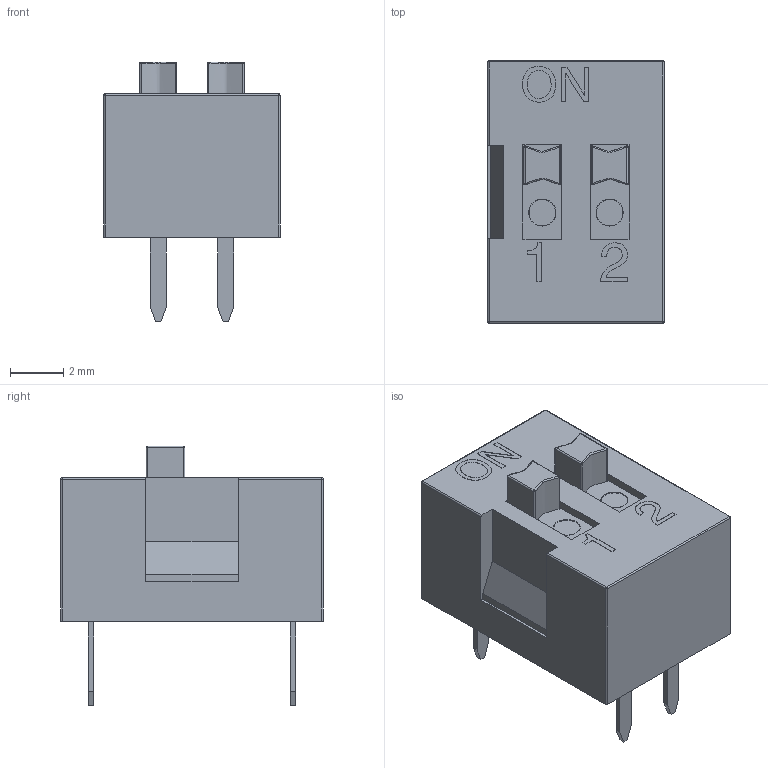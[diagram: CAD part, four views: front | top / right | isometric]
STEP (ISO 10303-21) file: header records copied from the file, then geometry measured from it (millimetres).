
FILE_DESCRIPTION (( 'STEP AP214' ), '1' );
FILE_NAME ('SW-TH_DS-02.step', '2022-07-26T16:48:28', ( '' ), ( '' ), 'SwSTEP 2.0', 'SolidWorks 2020', '' );
FILE_SCHEMA (( 'AUTOMOTIVE_DESIGN' ));
Length unit declared in the file: millimetre
Products named in the file (1): SW-TH_DS-02
Bounding box: 6.64 x 9.9 x 9.8 mm (x, y, z)
Volume: 327 mm3; surface area: 389.6 mm2
Topology: 15 solids, 15 shells, 451 faces, 1174 edges, 764 vertices
Faces by surface type: plane 273, bspline 137, cylinder 25, sphere 12, torus 4
Entity records: 20506 total; most frequent: CARTESIAN_POINT 5983, ORIENTED_EDGE 2308, DIRECTION 1576, EDGE_CURVE 1154, VECTOR 814, LINE 814, VERTEX_POINT 756, EDGE_LOOP 486
